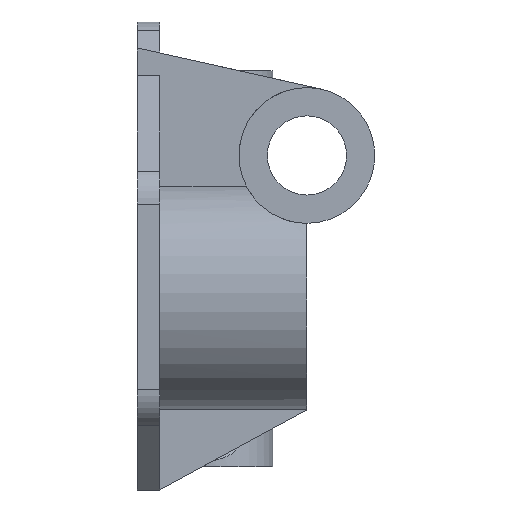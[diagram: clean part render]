
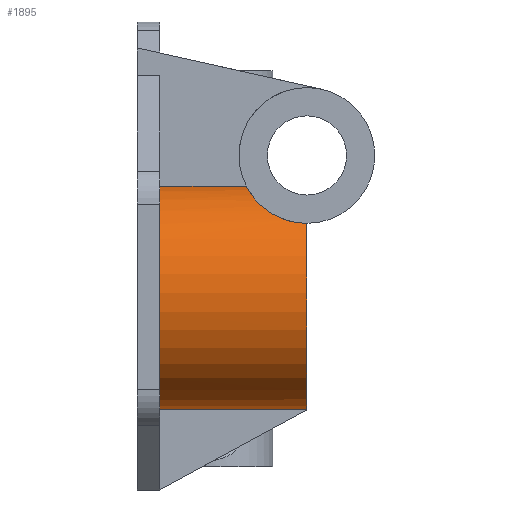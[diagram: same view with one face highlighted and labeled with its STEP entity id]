
A CAD part, left-side view. The second image highlights one B-rep face of the part: STEP entity #1895.
In plain terms, the highlighted cylindrical face has radius 10 mm (diameter 20 mm), a partial arc.
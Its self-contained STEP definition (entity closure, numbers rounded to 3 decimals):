
#47 = CARTESIAN_POINT ( 'NONE',  ( -2.377, -9.682, 9.721 ) ) ;
#51 = LINE ( 'NONE', #53, #1537 ) ;
#52 = CARTESIAN_POINT ( 'NONE',  ( -2., -9.643, 9.798 ) ) ;
#53 = CARTESIAN_POINT ( 'NONE',  ( -2., 15., 9.798 ) ) ;
#54 = DIRECTION ( 'NONE',  ( 0., -1., 0. ) ) ;
#56 = CARTESIAN_POINT ( 'NONE',  ( -2.748, -9.733, 9.623 ) ) ;
#57 = CARTESIAN_POINT ( 'NONE',  ( -3.479, -9.871, 9.383 ) ) ;
#58 = CARTESIAN_POINT ( 'NONE',  ( -3.836, -9.958, 9.242 ) ) ;
#59 = CARTESIAN_POINT ( 'NONE',  ( -4.515, -10.173, 8.931 ) ) ;
#60 = CARTESIAN_POINT ( 'NONE',  ( -4.839, -10.303, 8.759 ) ) ;
#61 = CARTESIAN_POINT ( 'NONE',  ( -5.452, -10.622, 8.39 ) ) ;
#62 = CARTESIAN_POINT ( 'NONE',  ( -5.74, -10.81, 8.195 ) ) ;
#63 = CARTESIAN_POINT ( 'NONE',  ( -6., -11.031, 8. ) ) ;
#66 = CARTESIAN_POINT ( 'NONE',  ( 0., -2., 0. ) ) ;
#67 = DIRECTION ( 'NONE',  ( 0., 1., 0. ) ) ;
#68 = DIRECTION ( 'NONE',  ( 0., 0., 1. ) ) ;
#94 = CARTESIAN_POINT ( 'NONE',  ( 0., -15., 0. ) ) ;
#95 = DIRECTION ( 'NONE',  ( 0., 1., 0. ) ) ;
#96 = DIRECTION ( 'NONE',  ( 0., 0., 1. ) ) ;
#220 = CARTESIAN_POINT ( 'NONE',  ( -6., -11.031, 8. ) ) ;
#852 = CARTESIAN_POINT ( 'NONE',  ( -2., -9.643, 9.798 ) ) ;
#950 = DIRECTION ( 'NONE',  ( 0., -1., 0. ) ) ;
#953 = FACE_OUTER_BOUND ( 'NONE', #1367, .T. ) ;
#954 = CARTESIAN_POINT ( 'NONE',  ( 0., 15., 0. ) ) ;
#956 = CYLINDRICAL_SURFACE ( 'NONE', #2404, 10. ) ;
#957 = DIRECTION ( 'NONE',  ( 0., 0., -1. ) ) ;
#1139 = CARTESIAN_POINT ( 'NONE',  ( -1., 15., -9.95 ) ) ;
#1142 = LINE ( 'NONE', #1139, #1513 ) ;
#1150 = DIRECTION ( 'NONE',  ( 0., -1., 0. ) ) ;
#1273 = VERTEX_POINT ( 'NONE', #1447 ) ;
#1282 = VERTEX_POINT ( 'NONE', #1456 ) ;
#1290 = VERTEX_POINT ( 'NONE', #1464 ) ;
#1303 = VERTEX_POINT ( 'NONE', #1477 ) ;
#1367 = EDGE_LOOP ( 'NONE', ( #3000, #3001, #2949, #2876, #2952, #3005 ) ) ;
#1447 = CARTESIAN_POINT ( 'NONE',  ( -1., -15., -9.95 ) ) ;
#1456 = CARTESIAN_POINT ( 'NONE',  ( -7.599, -15., 6.5 ) ) ;
#1464 = CARTESIAN_POINT ( 'NONE',  ( -2., -2., 9.798 ) ) ;
#1477 = CARTESIAN_POINT ( 'NONE',  ( -1., -2., -9.95 ) ) ;
#1513 = VECTOR ( 'NONE', #1150, 1000. ) ;
#1536 = CIRCLE ( 'NONE', #1539, 10. ) ;
#1537 = VECTOR ( 'NONE', #54, 1000. ) ;
#1539 = AXIS2_PLACEMENT_3D ( 'NONE', #66, #67, #68 ) ;
#1543 = CIRCLE ( 'NONE', #1552, 10. ) ;
#1552 = AXIS2_PLACEMENT_3D ( 'NONE', #94, #95, #96 ) ;
#1849 = EDGE_CURVE ( 'NONE', #2573, #1282, #3170, .T. ) ;
#1895 = ADVANCED_FACE ( 'NONE', ( #953 ), #956, .T. ) ;
#1950 = EDGE_CURVE ( 'NONE', #1303, #1273, #1142, .T. ) ;
#1971 = EDGE_CURVE ( 'NONE', #1290, #3228, #51, .T. ) ;
#1972 = EDGE_CURVE ( 'NONE', #3228, #2573, #3174, .T. ) ;
#1973 = EDGE_CURVE ( 'NONE', #1303, #1290, #1536, .T. ) ;
#1983 = EDGE_CURVE ( 'NONE', #1273, #1282, #1543, .T. ) ;
#2096 = CARTESIAN_POINT ( 'NONE',  ( -6.263, -11.255, 7.803 ) ) ;
#2104 = CARTESIAN_POINT ( 'NONE',  ( -6., -11.031, 8. ) ) ;
#2107 = CARTESIAN_POINT ( 'NONE',  ( -6.493, -11.507, 7.61 ) ) ;
#2108 = CARTESIAN_POINT ( 'NONE',  ( -6.894, -12.078, 7.249 ) ) ;
#2109 = CARTESIAN_POINT ( 'NONE',  ( -7.064, -12.399, 7.08 ) ) ;
#2110 = CARTESIAN_POINT ( 'NONE',  ( -7.265, -12.911, 6.873 ) ) ;
#2111 = CARTESIAN_POINT ( 'NONE',  ( -7.323, -13.087, 6.81 ) ) ;
#2112 = CARTESIAN_POINT ( 'NONE',  ( -7.424, -13.45, 6.7 ) ) ;
#2113 = CARTESIAN_POINT ( 'NONE',  ( -7.466, -13.64, 6.653 ) ) ;
#2114 = CARTESIAN_POINT ( 'NONE',  ( -7.566, -14.213, 6.539 ) ) ;
#2115 = CARTESIAN_POINT ( 'NONE',  ( -7.599, -14.602, 6.5 ) ) ;
#2116 = CARTESIAN_POINT ( 'NONE',  ( -7.599, -15., 6.5 ) ) ;
#2404 = AXIS2_PLACEMENT_3D ( 'NONE', #954, #950, #957 ) ;
#2573 = VERTEX_POINT ( 'NONE', #220 ) ;
#2876 = ORIENTED_EDGE ( 'NONE', *, *, #1849, .F. ) ;
#2949 = ORIENTED_EDGE ( 'NONE', *, *, #1983, .T. ) ;
#2952 = ORIENTED_EDGE ( 'NONE', *, *, #1972, .F. ) ;
#3000 = ORIENTED_EDGE ( 'NONE', *, *, #1973, .F. ) ;
#3001 = ORIENTED_EDGE ( 'NONE', *, *, #1950, .T. ) ;
#3005 = ORIENTED_EDGE ( 'NONE', *, *, #1971, .F. ) ;
#3170 = B_SPLINE_CURVE_WITH_KNOTS ( 'NONE', 3,
 ( #2104, #2096, #2107, #2108, #2109, #2110, #2111, #2112, #2113, #2114, #2115, #2116 ),
 .UNSPECIFIED., .F., .F.,
 ( 4, 2, 2, 2, 2, 4 ),
 ( 0., 0.001, 0.002, 0.003, 0.004, 0.005 ),
 .UNSPECIFIED. ) ;
#3174 = B_SPLINE_CURVE_WITH_KNOTS ( 'NONE', 3,
 ( #52, #47, #56, #57, #58, #59, #60, #61, #62, #63 ),
 .UNSPECIFIED., .F., .F.,
 ( 4, 2, 2, 2, 4 ),
 ( 0.009, 0.01, 0.011, 0.012, 0.013 ),
 .UNSPECIFIED. ) ;
#3228 = VERTEX_POINT ( 'NONE', #852 ) ;
